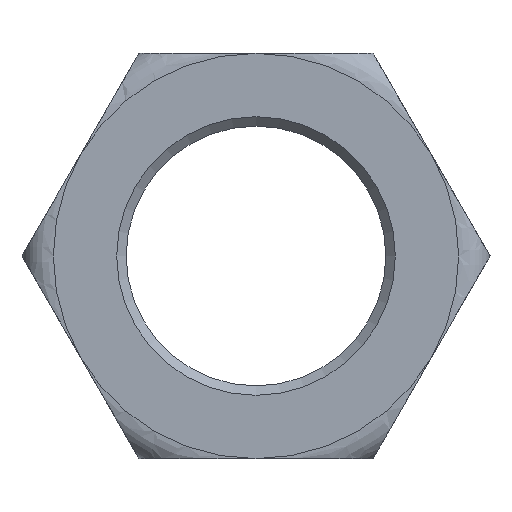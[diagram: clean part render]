
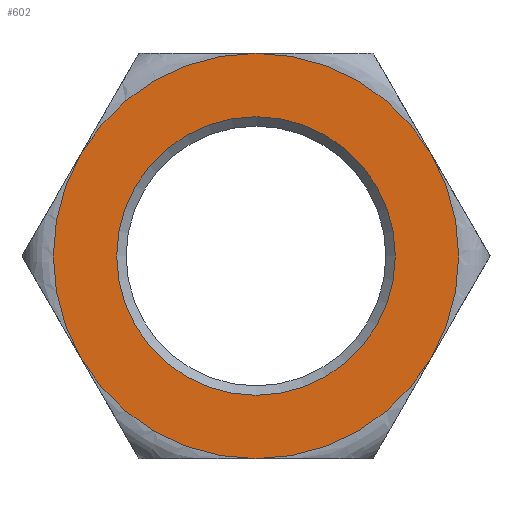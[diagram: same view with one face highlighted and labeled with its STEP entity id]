
A CAD part, front view. The second image highlights one B-rep face of the part: STEP entity #602.
In plain terms, the highlighted planar face has unit normal (0, -1, 0).
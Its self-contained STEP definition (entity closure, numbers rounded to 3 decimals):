
#4 = AXIS2_PLACEMENT_3D ( 'NONE', #902, #394, #493 ) ;
#37 = CARTESIAN_POINT ( 'NONE',  ( 0., -9., 16. ) ) ;
#110 = EDGE_CURVE ( 'NONE', #977, #977, #869, .T. ) ;
#120 = DIRECTION ( 'NONE',  ( 1., 0., 0. ) ) ;
#160 = ORIENTED_EDGE ( 'NONE', *, *, #554, .F. ) ;
#170 = DIRECTION ( 'NONE',  ( 1., 0., 0. ) ) ;
#172 = ORIENTED_EDGE ( 'NONE', *, *, #110, .T. ) ;
#174 = DIRECTION ( 'NONE',  ( 0., 1., 0. ) ) ;
#185 = AXIS2_PLACEMENT_3D ( 'NONE', #592, #922, #170 ) ;
#213 = CARTESIAN_POINT ( 'NONE',  ( 0., -9., 11. ) ) ;
#217 = DIRECTION ( 'NONE',  ( 0., 1., 0. ) ) ;
#239 = CIRCLE ( 'NONE', #632, 16. ) ;
#245 = ORIENTED_EDGE ( 'NONE', *, *, #389, .F. ) ;
#313 = AXIS2_PLACEMENT_3D ( 'NONE', #358, #876, #608 ) ;
#347 = CIRCLE ( 'NONE', #313, 16. ) ;
#358 = CARTESIAN_POINT ( 'NONE',  ( 0., -9., 0. ) ) ;
#365 = DIRECTION ( 'NONE',  ( 0., 1., 0. ) ) ;
#389 = EDGE_CURVE ( 'NONE', #827, #524, #1010, .T. ) ;
#394 = DIRECTION ( 'NONE',  ( 0., 1., 0. ) ) ;
#425 = VERTEX_POINT ( 'NONE', #565 ) ;
#436 = EDGE_LOOP ( 'NONE', ( #857, #160, #575, #963, #444, #245 ) ) ;
#444 = ORIENTED_EDGE ( 'NONE', *, *, #562, .F. ) ;
#467 = EDGE_CURVE ( 'NONE', #425, #586, #239, .T. ) ;
#492 = CIRCLE ( 'NONE', #4, 16. ) ;
#493 = DIRECTION ( 'NONE',  ( 1., 0., 0. ) ) ;
#503 = CARTESIAN_POINT ( 'NONE',  ( 0., -9., -16. ) ) ;
#516 = CARTESIAN_POINT ( 'NONE',  ( 0., -9., 0. ) ) ;
#520 = CARTESIAN_POINT ( 'NONE',  ( 0., -9., 0. ) ) ;
#524 = VERTEX_POINT ( 'NONE', #866 ) ;
#539 = AXIS2_PLACEMENT_3D ( 'NONE', #546, #879, #120 ) ;
#546 = CARTESIAN_POINT ( 'NONE',  ( 0., -9., 0. ) ) ;
#554 = EDGE_CURVE ( 'NONE', #949, #688, #347, .T. ) ;
#562 = EDGE_CURVE ( 'NONE', #524, #425, #964, .T. ) ;
#565 = CARTESIAN_POINT ( 'NONE',  ( -13.856, -9., 8. ) ) ;
#569 = DIRECTION ( 'NONE',  ( 0., 1., 0. ) ) ;
#575 = ORIENTED_EDGE ( 'NONE', *, *, #582, .F. ) ;
#581 = CARTESIAN_POINT ( 'NONE',  ( 13.856, -9., -8. ) ) ;
#582 = EDGE_CURVE ( 'NONE', #586, #949, #492, .T. ) ;
#586 = VERTEX_POINT ( 'NONE', #37 ) ;
#592 = CARTESIAN_POINT ( 'NONE',  ( 0., -9., 0. ) ) ;
#602 = ADVANCED_FACE ( 'NONE', ( #1068, #719 ), #975, .F. ) ;
#604 = DIRECTION ( 'NONE',  ( 0., 0., 1. ) ) ;
#608 = DIRECTION ( 'NONE',  ( 1., 0., 0. ) ) ;
#619 = EDGE_LOOP ( 'NONE', ( #172 ) ) ;
#632 = AXIS2_PLACEMENT_3D ( 'NONE', #520, #365, #784 ) ;
#644 = CIRCLE ( 'NONE', #185, 16. ) ;
#688 = VERTEX_POINT ( 'NONE', #581 ) ;
#719 = FACE_OUTER_BOUND ( 'NONE', #436, .T. ) ;
#721 = AXIS2_PLACEMENT_3D ( 'NONE', #981, #217, #891 ) ;
#736 = DIRECTION ( 'NONE',  ( 1., 0., 0. ) ) ;
#752 = AXIS2_PLACEMENT_3D ( 'NONE', #516, #174, #604 ) ;
#784 = DIRECTION ( 'NONE',  ( -1., 0., 0. ) ) ;
#827 = VERTEX_POINT ( 'NONE', #503 ) ;
#847 = EDGE_CURVE ( 'NONE', #688, #827, #644, .T. ) ;
#857 = ORIENTED_EDGE ( 'NONE', *, *, #847, .F. ) ;
#866 = CARTESIAN_POINT ( 'NONE',  ( -13.856, -9., -8. ) ) ;
#869 = CIRCLE ( 'NONE', #752, 11. ) ;
#876 = DIRECTION ( 'NONE',  ( 0., 1., 0. ) ) ;
#879 = DIRECTION ( 'NONE',  ( 0., 1., 0. ) ) ;
#891 = DIRECTION ( 'NONE',  ( 0., 0., 1. ) ) ;
#902 = CARTESIAN_POINT ( 'NONE',  ( 0., -9., 0. ) ) ;
#921 = AXIS2_PLACEMENT_3D ( 'NONE', #1059, #569, #736 ) ;
#922 = DIRECTION ( 'NONE',  ( 0., 1., 0. ) ) ;
#944 = CARTESIAN_POINT ( 'NONE',  ( 13.856, -9., 8. ) ) ;
#949 = VERTEX_POINT ( 'NONE', #944 ) ;
#963 = ORIENTED_EDGE ( 'NONE', *, *, #467, .F. ) ;
#964 = CIRCLE ( 'NONE', #921, 16. ) ;
#975 = PLANE ( 'NONE',  #721 ) ;
#977 = VERTEX_POINT ( 'NONE', #213 ) ;
#981 = CARTESIAN_POINT ( 'NONE',  ( 0., -9., 0. ) ) ;
#1010 = CIRCLE ( 'NONE', #539, 16. ) ;
#1059 = CARTESIAN_POINT ( 'NONE',  ( 0., -9., 0. ) ) ;
#1068 = FACE_BOUND ( 'NONE', #619, .T. ) ;
